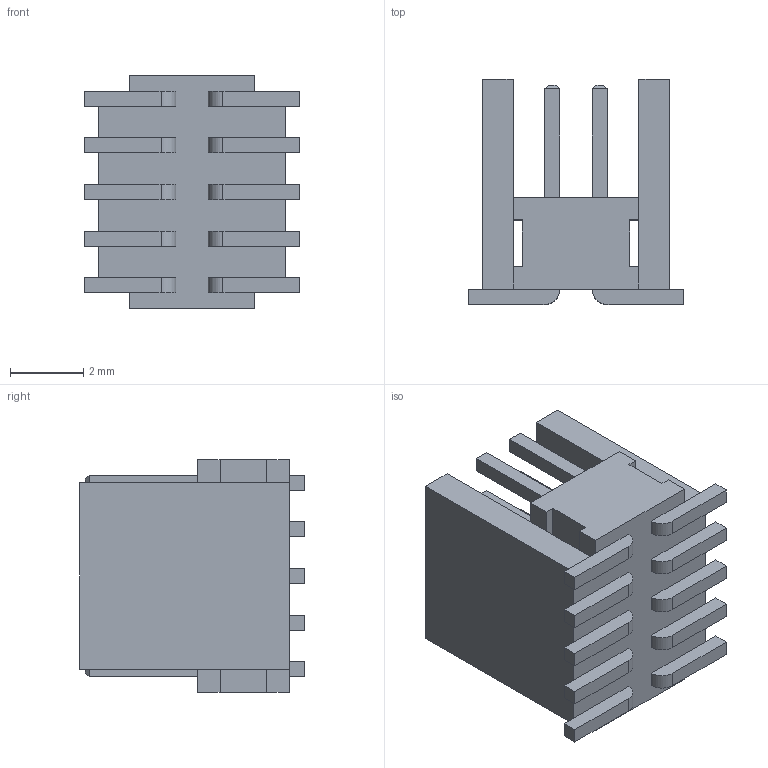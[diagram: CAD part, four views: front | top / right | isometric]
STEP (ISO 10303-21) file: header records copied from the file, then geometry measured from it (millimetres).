
FILE_DESCRIPTION(('CAx-IF Rec.Pracs.---Model Styling and Organization---1.5---2016-08-15','CAx-IF Rec.Pracs.---Geometric and Assembly Validation Properties---4.4---2016-08-17','CAx-IF Rec.Pracs.---User Defined Attributes---1.5---2016-08-15','CAx-IF Rec.Pracs.---External References---2.1---2005-01-19'),'2;1');
FILE_NAME('12861353.step','2023-08-10T07:02:07',('Unspecified'),('Unspecified'),'CAD Exchanger 3.8.1 (cadexchanger.com)','Unspecified','');
FILE_SCHEMA(('AUTOMOTIVE_DESIGN { 1 0 10303 214 1 1 1 1 }'));
Length unit declared in the file: millimetre
Products named in the file (1): FTSH-105-01-L-DV-K
Bounding box: 5.85 x 6.13 x 6.35 mm (x, y, z)
Volume: 102.1 mm3; surface area: 389.5 mm2
Topology: 21 solids, 21 shells, 266 faces, 632 edges, 404 vertices
Faces by surface type: plane 256, cylinder 10
Entity records: 9366 total; most frequent: CARTESIAN_POINT 1303, ORIENTED_EDGE 1264, DIRECTION 1186, EDGE_CURVE 632, LINE 612, VECTOR 612, VERTEX_POINT 404, AXIS2_PLACEMENT_3D 287
